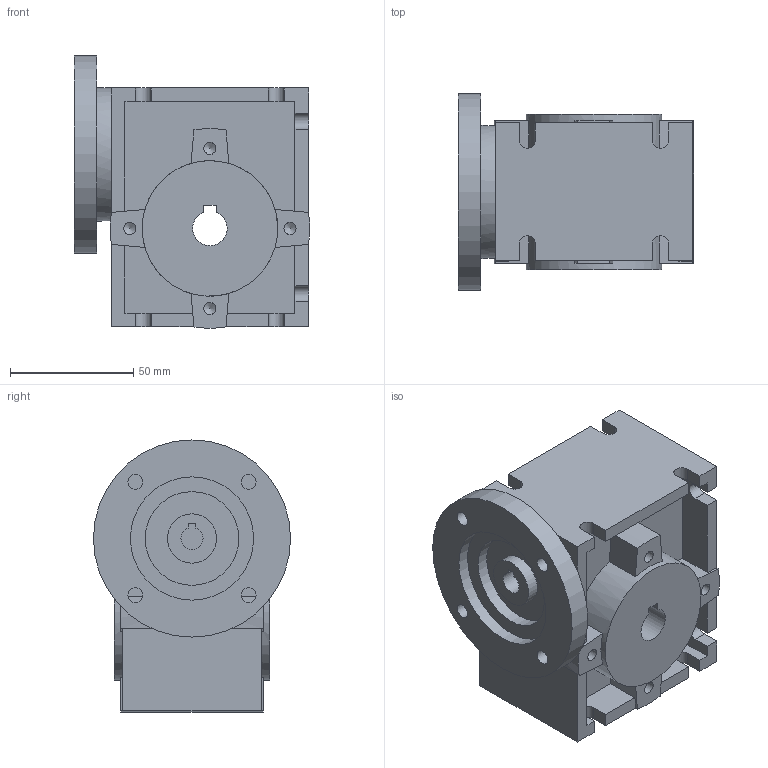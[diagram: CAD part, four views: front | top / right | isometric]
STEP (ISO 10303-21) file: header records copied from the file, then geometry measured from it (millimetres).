
FILE_DESCRIPTION(/* description */ ('www.technicomponents.com'),/* implementation_level */ '2;1');
FILE_NAME(/* name */ 'NNDK30 56B14.stp',/* time_stamp */ '2018-01-15T21:57:06+01:00',/* author */ ('JvDrunen'),/* organization */ ('www.technicomponents.com'),/* preprocessor_version */ 'ST-DEVELOPER v16.5',/* originating_system */ 'Autodesk Inventor 2017',/* authorisation */ '');
FILE_SCHEMA (('AUTOMOTIVE_DESIGN { 1 0 10303 214 3 1 1 }'));
Length unit declared in the file: millimetre
Products named in the file (1): NNDK30 56B14
Bounding box: 95.44 x 80 x 110.44 mm (x, y, z)
Volume: 393358.2 mm3; surface area: 66065.1 mm2
Topology: 1 solids, 1 shells, 703 faces, 1934 edges, 1286 vertices
Faces by surface type: plane 407, bspline 250, cylinder 38, cone 8
Full cylindrical faces by diameter (mm): 4.917 x8, 6 x4, 20 x1, 38 x1, 50 x1, 54 x1, 55 x2, 80 x1
Entity records: 23288 total; most frequent: CARTESIAN_POINT 7141, ORIENTED_EDGE 3794, DIRECTION 2407, EDGE_CURVE 1897, LINE 1293, VECTOR 1293, VERTEX_POINT 1276, EDGE_LOOP 793
